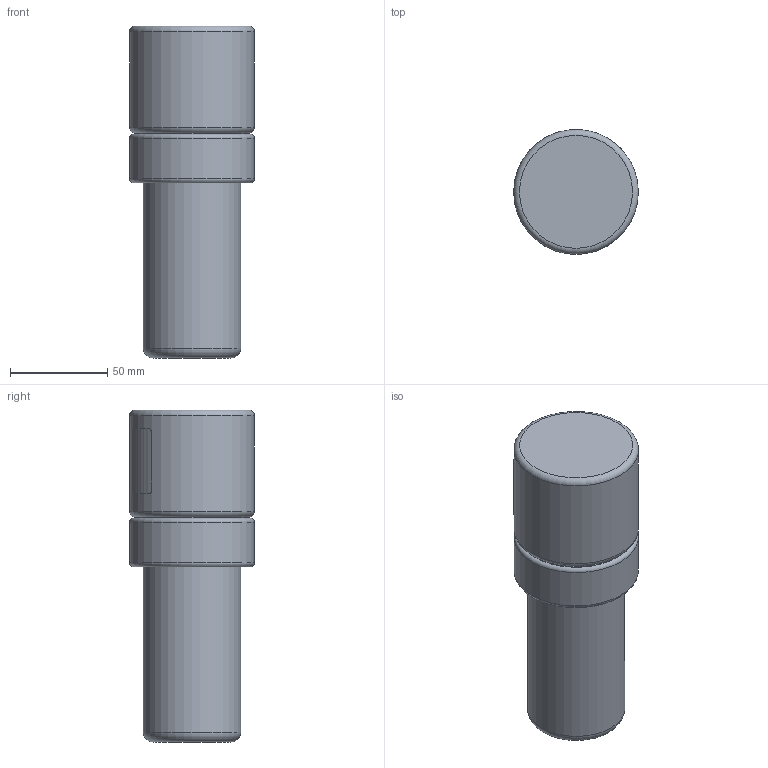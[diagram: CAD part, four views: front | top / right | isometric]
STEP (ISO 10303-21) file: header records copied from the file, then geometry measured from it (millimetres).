
FILE_DESCRIPTION(/* description */ ('STEP AP242','CAx-IF Rec.Pracs.---Representation and Presentation of Product Manufacturing Information (PMI)---4.0---2014-10-13','CAx-IF Rec.Pracs.---3D Tessellated Geometry---0.4---2014-09-14','2;1'),/* implementation_level */ '2;1');
FILE_NAME(/* name */ '65c32f9abd12241dec88e49f',/* time_stamp */ '2024-02-07T07:22:03Z',/* author */ (''),/* organization */ (''),/* preprocessor_version */ 'ST-DEVELOPER v19.4',/* originating_system */ ' ',/* authorisation */ ' ');
FILE_SCHEMA (('AP242_MANAGED_MODEL_BASED_3D_ENGINEERING_MIM_LF { 1 0 10303 442 1 1 4 }'));
Length unit declared in the file: metre
Products named in the file (7): Assembly 1; Electrode; Lid; Main body head; Glass Jar; display
Assembly tree (6 placements, depth 2):
  Assembly 1
    Electrode
    Lid
    Lid
    Main body head
    Glass Jar
    display
Bounding box: 64 x 64 x 170.39 mm (x, y, z)
Volume: 244204.4 mm3; surface area: 96520.6 mm2
Topology: 5 solids, 6 shells, 50 faces, 86 edges, 57 vertices
Faces by surface type: plane 20, cylinder 18, torus 11, cone 1
Full cylindrical faces by diameter (mm): 15 x3, 44 x1, 44.511 x1, 48 x1, 50 x7, 52 x1, 64 x3
Entity records: 1225 total; most frequent: DIRECTION 212, CARTESIAN_POINT 181, AXIS2_PLACEMENT_3D 105, ORIENTED_EDGE 100, EDGE_LOOP 93, FACE_BOUND 93, EDGE_CURVE 54, VERTEX_POINT 54
